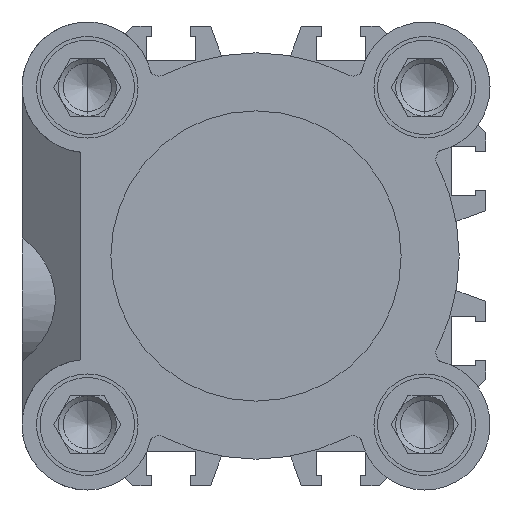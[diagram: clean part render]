
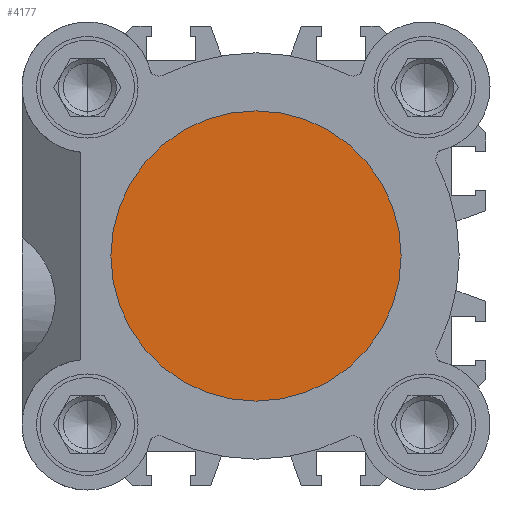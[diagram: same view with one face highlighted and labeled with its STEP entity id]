
A CAD part, left-side view. The second image highlights one B-rep face of the part: STEP entity #4177.
In plain terms, the highlighted face is planar.
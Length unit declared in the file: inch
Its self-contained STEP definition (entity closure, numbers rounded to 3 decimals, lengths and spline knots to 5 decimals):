
#285 = CARTESIAN_POINT ( 'NONE',  ( 0.15748, 0., 0.7874 ) ) ;
#3621 = CARTESIAN_POINT ( 'NONE',  ( 0.15748, 0., -0.7874 ) ) ;
#3989 = CIRCLE ( 'NONE', #9778, 0.7874 ) ;
#4086 = CARTESIAN_POINT ( 'NONE',  ( 0.15748, 0., 0. ) ) ;
#4177 = ADVANCED_FACE ( 'NONE', ( #5155 ), #10344, .F. ) ;
#4444 = DIRECTION ( 'NONE',  ( -1., 0., 0. ) ) ;
#4476 = AXIS2_PLACEMENT_3D ( 'NONE', #5473, #12365, #6449 ) ;
#5067 = DIRECTION ( 'NONE',  ( 0., 0., 1. ) ) ;
#5155 = FACE_OUTER_BOUND ( 'NONE', #10087, .T. ) ;
#5443 = AXIS2_PLACEMENT_3D ( 'NONE', #7350, #4444, #11347 ) ;
#5473 = CARTESIAN_POINT ( 'NONE',  ( 0.15748, 0., 0. ) ) ;
#6449 = DIRECTION ( 'NONE',  ( 0., 0., 1. ) ) ;
#7111 = CIRCLE ( 'NONE', #4476, 0.7874 ) ;
#7350 = CARTESIAN_POINT ( 'NONE',  ( 0.15748, 0.7874, 0. ) ) ;
#8361 = VERTEX_POINT ( 'NONE', #285 ) ;
#8678 = EDGE_CURVE ( 'NONE', #8753, #8361, #7111, .T. ) ;
#8753 = VERTEX_POINT ( 'NONE', #3621 ) ;
#9778 = AXIS2_PLACEMENT_3D ( 'NONE', #4086, #10976, #5067 ) ;
#10087 = EDGE_LOOP ( 'NONE', ( #10265, #11873 ) ) ;
#10265 = ORIENTED_EDGE ( 'NONE', *, *, #10759, .F. ) ;
#10344 = PLANE ( 'NONE',  #5443 ) ;
#10759 = EDGE_CURVE ( 'NONE', #8361, #8753, #3989, .T. ) ;
#10976 = DIRECTION ( 'NONE',  ( -1., 0., 0. ) ) ;
#11347 = DIRECTION ( 'NONE',  ( 0., 0., 1. ) ) ;
#11873 = ORIENTED_EDGE ( 'NONE', *, *, #8678, .F. ) ;
#12365 = DIRECTION ( 'NONE',  ( -1., 0., 0. ) ) ;
